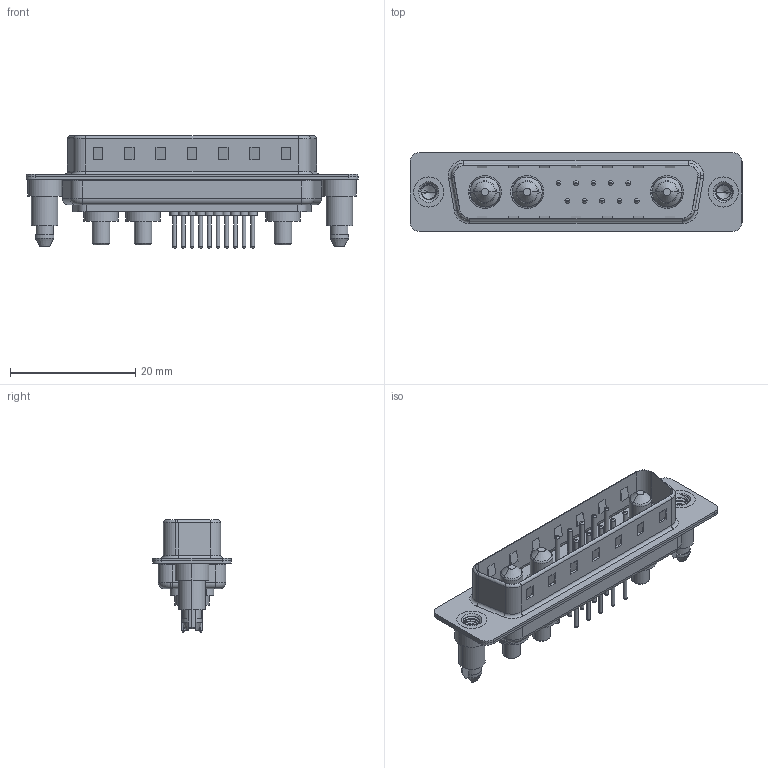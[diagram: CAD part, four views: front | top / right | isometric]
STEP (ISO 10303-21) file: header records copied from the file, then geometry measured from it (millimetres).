
FILE_DESCRIPTION (( 'STEP AP203' ), '1' );
FILE_NAME ('627-13W3224-2ND.STEP', '2019-05-26T13:31:46', ( '' ), ( '' ), 'SwSTEP 2.0', 'SolidWorks 2016', '' );
FILE_SCHEMA (( 'CONFIG_CONTROL_DESIGN' ));
Length unit declared in the file: millimetre
Products named in the file (9): 627Combo Threaded Boardlock_5; 627Combo Contact Row 1_24; 627Combo Contact Row 2_24; 627-13W3224-2ND; 627Combo Housing_13W3; 627Combo Shell Rear_25 Contacts; 627Combo Shell Front_25 Contacts; 627Combo Threaded Boardlock_D; Power Pin_20A S
Assembly tree (18 placements, depth 2):
  627-13W3224-2ND
    627Combo Housing_13W3
    627Combo Shell Rear_25 Contacts
    627Combo Shell Front_25 Contacts
    627Combo Threaded Boardlock_D
    Power Pin_20A S  x3
    627Combo Threaded Boardlock_5
    627Combo Contact Row 1_24  x5
    627Combo Contact Row 2_24  x5
Bounding box: 53 x 12.6 x 17.9 mm (x, y, z)
Volume: 3059.6 mm3; surface area: 7085.3 mm2
Topology: 21 solids, 21 shells, 924 faces, 2104 edges, 1296 vertices
Faces by surface type: cylinder 374, plane 287, torus 216, cone 34, bspline 13
Entity records: 23267 total; most frequent: CARTESIAN_POINT 7184, DIRECTION 3252, ORIENTED_EDGE 3008, EDGE_CURVE 1504, AXIS2_PLACEMENT_3D 1255, VERTEX_POINT 952, VECTOR 742, LINE 742
